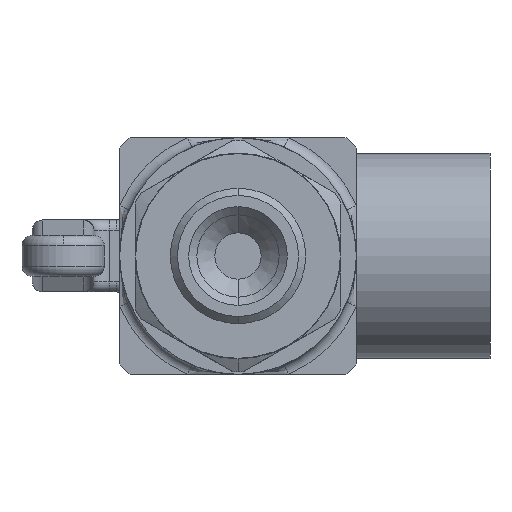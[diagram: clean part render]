
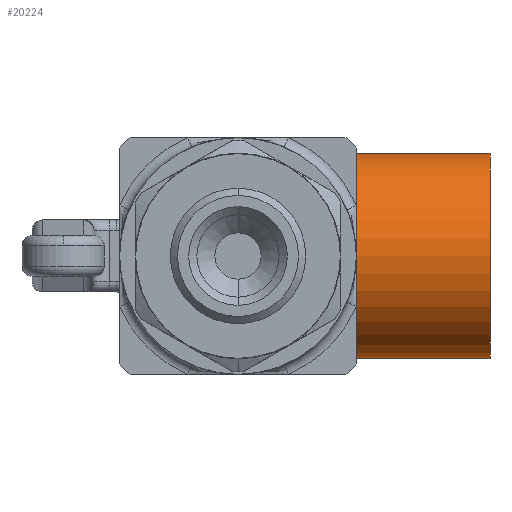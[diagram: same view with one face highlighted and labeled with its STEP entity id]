
A CAD part, front view. The second image highlights one B-rep face of the part: STEP entity #20224.
In plain terms, the highlighted cylindrical face has radius 10 mm (diameter 20 mm), a partial arc.
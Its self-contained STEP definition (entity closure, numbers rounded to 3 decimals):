
#981 = VERTEX_POINT ( 'NONE', #4296 ) ;
#1029 = CARTESIAN_POINT ( 'NONE',  ( 24.5, 13.262, -10. ) ) ;
#1067 = CIRCLE ( 'NONE', #12058, 10. ) ;
#2252 = ORIENTED_EDGE ( 'NONE', *, *, #20387, .F. ) ;
#2838 = VERTEX_POINT ( 'NONE', #8566 ) ;
#3020 = AXIS2_PLACEMENT_3D ( 'NONE', #10459, #7000, #3258 ) ;
#3125 = VECTOR ( 'NONE', #20337, 1000. ) ;
#3258 = DIRECTION ( 'NONE',  ( 0., 0., 1. ) ) ;
#4296 = CARTESIAN_POINT ( 'NONE',  ( 24.5, 13.262, 10. ) ) ;
#5557 = DIRECTION ( 'NONE',  ( 1., 0., 0. ) ) ;
#5928 = LINE ( 'NONE', #8117, #20139 ) ;
#6001 = EDGE_CURVE ( 'NONE', #9193, #13096, #5928, .T. ) ;
#7000 = DIRECTION ( 'NONE',  ( -1., 0., 0. ) ) ;
#7403 = CARTESIAN_POINT ( 'NONE',  ( 24.5, 13.262, 10. ) ) ;
#7405 = CARTESIAN_POINT ( 'NONE',  ( 11.5, 13.262, 0. ) ) ;
#8117 = CARTESIAN_POINT ( 'NONE',  ( 24.5, 13.262, -10. ) ) ;
#8566 = CARTESIAN_POINT ( 'NONE',  ( 11.5, 13.262, 10. ) ) ;
#9193 = VERTEX_POINT ( 'NONE', #1029 ) ;
#9255 = DIRECTION ( 'NONE',  ( 0., 0., 1. ) ) ;
#10032 = DIRECTION ( 'NONE',  ( -1., 0., 0. ) ) ;
#10459 = CARTESIAN_POINT ( 'NONE',  ( 24.5, 13.262, 0. ) ) ;
#10739 = CYLINDRICAL_SURFACE ( 'NONE', #3020, 10. ) ;
#10989 = EDGE_LOOP ( 'NONE', ( #22326, #2252, #21975, #20200 ) ) ;
#12058 = AXIS2_PLACEMENT_3D ( 'NONE', #7405, #20339, #9255 ) ;
#13096 = VERTEX_POINT ( 'NONE', #21989 ) ;
#16663 = CARTESIAN_POINT ( 'NONE',  ( 24.5, 13.262, 0. ) ) ;
#17358 = LINE ( 'NONE', #7403, #3125 ) ;
#18533 = DIRECTION ( 'NONE',  ( 0., 0., -1. ) ) ;
#19101 = CIRCLE ( 'NONE', #21727, 10. ) ;
#19628 = EDGE_CURVE ( 'NONE', #2838, #13096, #1067, .T. ) ;
#20139 = VECTOR ( 'NONE', #10032, 1000. ) ;
#20200 = ORIENTED_EDGE ( 'NONE', *, *, #19628, .T. ) ;
#20224 = ADVANCED_FACE ( 'NONE', ( #22336 ), #10739, .T. ) ;
#20337 = DIRECTION ( 'NONE',  ( -1., 0., 0. ) ) ;
#20339 = DIRECTION ( 'NONE',  ( 1., 0., 0. ) ) ;
#20387 = EDGE_CURVE ( 'NONE', #981, #9193, #19101, .T. ) ;
#21727 = AXIS2_PLACEMENT_3D ( 'NONE', #16663, #5557, #18533 ) ;
#21975 = ORIENTED_EDGE ( 'NONE', *, *, #23061, .T. ) ;
#21989 = CARTESIAN_POINT ( 'NONE',  ( 11.5, 13.262, -10. ) ) ;
#22326 = ORIENTED_EDGE ( 'NONE', *, *, #6001, .F. ) ;
#22336 = FACE_OUTER_BOUND ( 'NONE', #10989, .T. ) ;
#23061 = EDGE_CURVE ( 'NONE', #981, #2838, #17358, .T. ) ;
